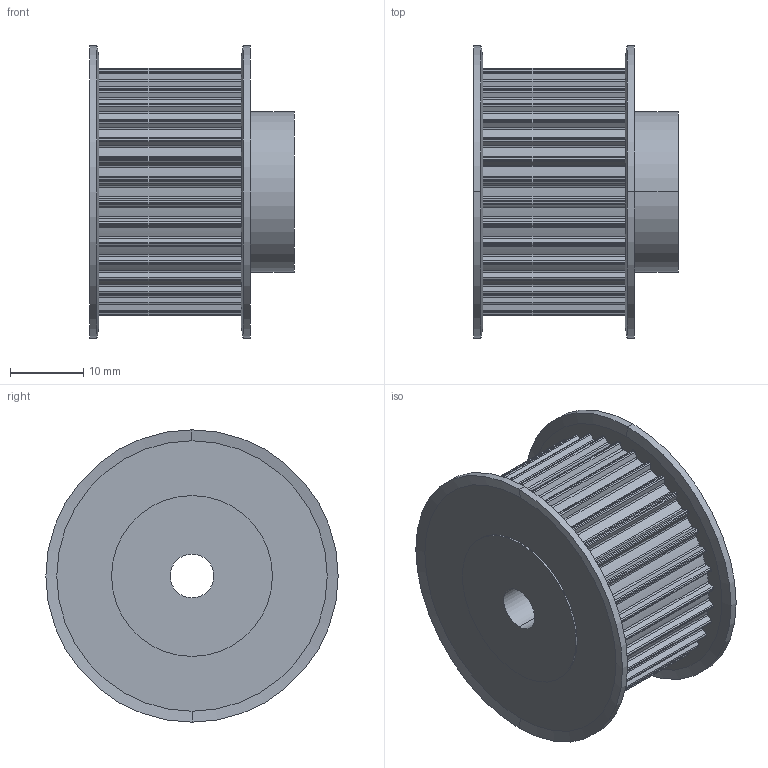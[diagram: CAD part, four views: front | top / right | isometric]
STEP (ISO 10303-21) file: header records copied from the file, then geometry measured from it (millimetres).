
FILE_DESCRIPTION(('STEP AP214'),'1');
FILE_NAME('cctmp_95C6D964-1EFC-46BB-9B2D-E1ADF1E331AD_2021_1_6_11_33_48_400..stp','2021-01-06T10:33:48',('Mulco-Europe EWIV'),('CADClick - www.CADClick.com'),'Spatial InterOp 3D',' ','unknown authorization');
FILE_SCHEMA(('AUTOMOTIVE_DESIGN'));
Length unit declared in the file: millimetre
Products named in the file (1): 2021_01_06__11-33-48-385
Bounding box: 28 x 40 x 40 mm (x, y, z)
Volume: 20427.2 mm3; surface area: 7389.5 mm2
Topology: 1 solids, 1 shells, 312 faces, 910 edges, 604 vertices
Faces by surface type: cylinder 226, plane 78, cone 8
Entity records: 13074 total; most frequent: DIRECTION 1996, CARTESIAN_POINT 1827, ORIENTED_EDGE 1820, EDGE_CURVE 910, AXIS2_PLACEMENT_3D 773, VERTEX_POINT 604, CIRCLE 460, LINE 450
